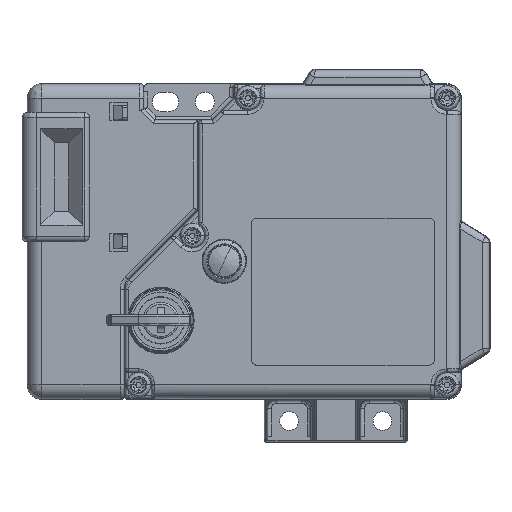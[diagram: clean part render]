
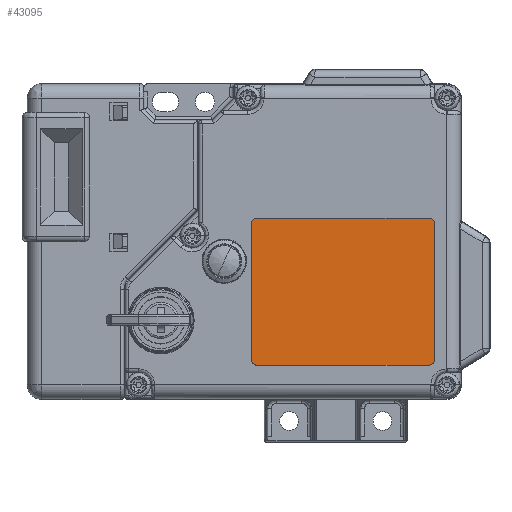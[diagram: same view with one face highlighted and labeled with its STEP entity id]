
A CAD part, top view. The second image highlights one B-rep face of the part: STEP entity #43095.
In plain terms, the highlighted planar face has unit normal (0, 0, 1).
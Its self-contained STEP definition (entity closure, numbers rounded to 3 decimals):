
#7473 = CIRCLE ( 'NONE', #33386, 1.5 ) ;
#7475 = CIRCLE ( 'NONE', #33388, 1.5 ) ;
#7477 = CIRCLE ( 'NONE', #33389, 1.5 ) ;
#7480 = CIRCLE ( 'NONE', #33391, 1.5 ) ;
#21034 = FACE_OUTER_BOUND ( 'NONE', #45164, .T. ) ;
#21036 = AXIS2_PLACEMENT_3D ( 'NONE', #24309, #24310, #24311 ) ;
#24308 = PLANE ( 'NONE',  #21036 ) ;
#24309 = CARTESIAN_POINT ( 'NONE',  ( 62.5, -78.5, 34.5 ) ) ;
#24310 = DIRECTION ( 'NONE',  ( 0., 0., 1. ) ) ;
#24311 = DIRECTION ( 'NONE',  ( 1., 0., 0. ) ) ;
#26536 = CARTESIAN_POINT ( 'NONE',  ( 113.5, -77., 34.5 ) ) ;
#26537 = CARTESIAN_POINT ( 'NONE',  ( 112., -78.5, 34.5 ) ) ;
#26538 = CARTESIAN_POINT ( 'NONE',  ( 113.5, -39., 34.5 ) ) ;
#26539 = CARTESIAN_POINT ( 'NONE',  ( 112., -37.5, 34.5 ) ) ;
#26540 = CARTESIAN_POINT ( 'NONE',  ( 64., -37.5, 34.5 ) ) ;
#26541 = CARTESIAN_POINT ( 'NONE',  ( 62.5, -39., 34.5 ) ) ;
#26542 = CARTESIAN_POINT ( 'NONE',  ( 62.5, -77., 34.5 ) ) ;
#26543 = CARTESIAN_POINT ( 'NONE',  ( 64., -78.5, 34.5 ) ) ;
#33386 = AXIS2_PLACEMENT_3D ( 'NONE', #36936, #36940, #36941 ) ;
#33387 = VECTOR ( 'NONE', #36939, 1000. ) ;
#33388 = AXIS2_PLACEMENT_3D ( 'NONE', #36942, #36943, #36944 ) ;
#33389 = AXIS2_PLACEMENT_3D ( 'NONE', #36945, #36949, #36950 ) ;
#33390 = VECTOR ( 'NONE', #36948, 1000. ) ;
#33391 = AXIS2_PLACEMENT_3D ( 'NONE', #36951, #36955, #36956 ) ;
#33393 = VECTOR ( 'NONE', #36954, 1000. ) ;
#33395 = VECTOR ( 'NONE', #36960, 1000. ) ;
#36936 = CARTESIAN_POINT ( 'NONE',  ( 112., -77., 34.5 ) ) ;
#36937 = LINE ( 'NONE', #36938, #33387 ) ;
#36938 = CARTESIAN_POINT ( 'NONE',  ( 113.5, -58., 34.5 ) ) ;
#36939 = DIRECTION ( 'NONE',  ( 0., 1., 0. ) ) ;
#36940 = DIRECTION ( 'NONE',  ( 0., 0., -1. ) ) ;
#36941 = DIRECTION ( 'NONE',  ( 1., 0., 0. ) ) ;
#36942 = CARTESIAN_POINT ( 'NONE',  ( 112., -39., 34.5 ) ) ;
#36943 = DIRECTION ( 'NONE',  ( 0., 0., -1. ) ) ;
#36944 = DIRECTION ( 'NONE',  ( 1., 0., 0. ) ) ;
#36945 = CARTESIAN_POINT ( 'NONE',  ( 64., -39., 34.5 ) ) ;
#36946 = LINE ( 'NONE', #36947, #33390 ) ;
#36947 = CARTESIAN_POINT ( 'NONE',  ( 88., -37.5, 34.5 ) ) ;
#36948 = DIRECTION ( 'NONE',  ( -1., 0., 0. ) ) ;
#36949 = DIRECTION ( 'NONE',  ( 0., 0., -1. ) ) ;
#36950 = DIRECTION ( 'NONE',  ( 1., 0., 0. ) ) ;
#36951 = CARTESIAN_POINT ( 'NONE',  ( 64., -77., 34.5 ) ) ;
#36952 = LINE ( 'NONE', #36953, #33393 ) ;
#36953 = CARTESIAN_POINT ( 'NONE',  ( 62.5, -58., 34.5 ) ) ;
#36954 = DIRECTION ( 'NONE',  ( 0., -1., 0. ) ) ;
#36955 = DIRECTION ( 'NONE',  ( 0., 0., -1. ) ) ;
#36956 = DIRECTION ( 'NONE',  ( 1., 0., 0. ) ) ;
#36958 = LINE ( 'NONE', #36959, #33395 ) ;
#36959 = CARTESIAN_POINT ( 'NONE',  ( 88., -78.5, 34.5 ) ) ;
#36960 = DIRECTION ( 'NONE',  ( 1., 0., 0. ) ) ;
#43095 = ADVANCED_FACE ( 'NONE', ( #21034 ), #24308, .T. ) ;
#43969 = VERTEX_POINT ( 'NONE', #26536 ) ;
#43970 = VERTEX_POINT ( 'NONE', #26537 ) ;
#43971 = VERTEX_POINT ( 'NONE', #26538 ) ;
#43972 = VERTEX_POINT ( 'NONE', #26539 ) ;
#43973 = VERTEX_POINT ( 'NONE', #26540 ) ;
#43974 = VERTEX_POINT ( 'NONE', #26541 ) ;
#43975 = VERTEX_POINT ( 'NONE', #26542 ) ;
#43976 = VERTEX_POINT ( 'NONE', #26543 ) ;
#45164 = EDGE_LOOP ( 'NONE', ( #49762, #49764, #49763, #49765, #49767, #49768, #49769, #49770 ) ) ;
#49762 = ORIENTED_EDGE ( 'NONE', *, *, #50541, .F. ) ;
#49763 = ORIENTED_EDGE ( 'NONE', *, *, #50542, .F. ) ;
#49764 = ORIENTED_EDGE ( 'NONE', *, *, #50539, .T. ) ;
#49765 = ORIENTED_EDGE ( 'NONE', *, *, #50544, .T. ) ;
#49767 = ORIENTED_EDGE ( 'NONE', *, *, #50545, .F. ) ;
#49768 = ORIENTED_EDGE ( 'NONE', *, *, #50547, .T. ) ;
#49769 = ORIENTED_EDGE ( 'NONE', *, *, #50549, .F. ) ;
#49770 = ORIENTED_EDGE ( 'NONE', *, *, #50551, .T. ) ;
#50539 = EDGE_CURVE ( 'NONE', #43969, #43971, #36937, .T. ) ;
#50541 = EDGE_CURVE ( 'NONE', #43969, #43970, #7473, .T. ) ;
#50542 = EDGE_CURVE ( 'NONE', #43972, #43971, #7475, .T. ) ;
#50544 = EDGE_CURVE ( 'NONE', #43972, #43973, #36946, .T. ) ;
#50545 = EDGE_CURVE ( 'NONE', #43974, #43973, #7477, .T. ) ;
#50547 = EDGE_CURVE ( 'NONE', #43974, #43975, #36952, .T. ) ;
#50549 = EDGE_CURVE ( 'NONE', #43976, #43975, #7480, .T. ) ;
#50551 = EDGE_CURVE ( 'NONE', #43976, #43970, #36958, .T. ) ;
